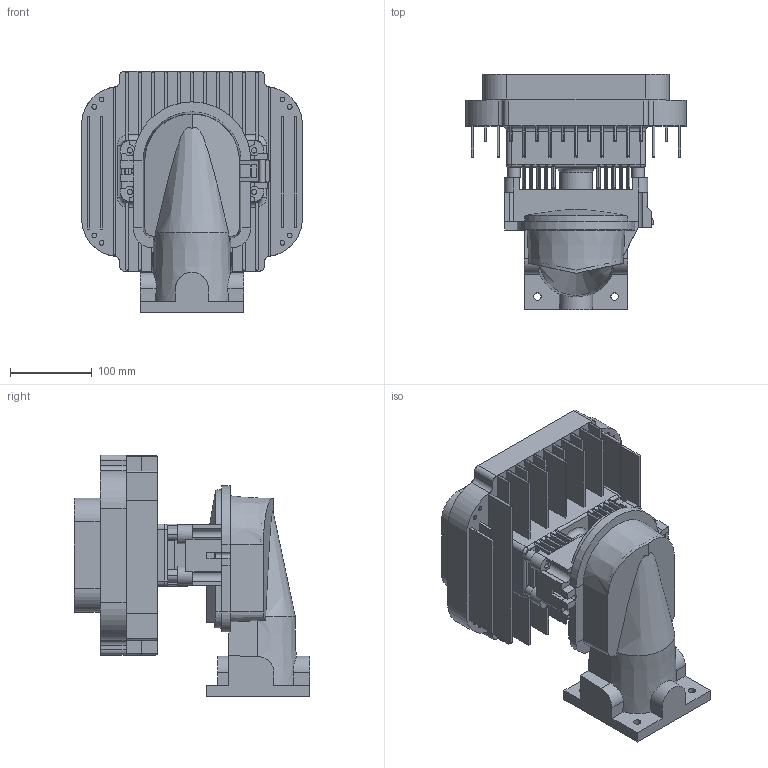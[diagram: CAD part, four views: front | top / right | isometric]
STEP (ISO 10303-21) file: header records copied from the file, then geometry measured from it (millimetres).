
FILE_DESCRIPTION((''),'2;1');
FILE_NAME('AREA_LIGHT_POLY_W01_ASM','2017-07-28T',('mirabem'),(''),'PRO/ENGINEER BY PARAMETRIC TECHNOLOGY CORPORATION, 2014000','PRO/ENGINEER BY PARAMETRIC TECHNOLOGY CORPORATION, 2014000','');
FILE_SCHEMA(('CONFIG_CONTROL_DESIGN'));
Length unit declared in the file: inch
Products named in the file (4): AREALIGHT_POLY; UMA; W01_REDUCED; AREA_LIGHT_POLY_W01_ASM
Assembly tree (3 placements, depth 2):
  AREA_LIGHT_POLY_W01_ASM
    AREALIGHT_POLY
    UMA
    W01_REDUCED
Bounding box: 270.51 x 288.54 x 296.32 mm (x, y, z)
Volume: 4813249.1 mm3; surface area: 717300.1 mm2
Topology: 3 solids, 3 shells, 681 faces, 1785 edges, 1135 vertices
Faces by surface type: plane 354, cylinder 289, cone 27, torus 7, bspline 4
Entity records: 22053 total; most frequent: CARTESIAN_POINT 5233, ORIENTED_EDGE 3570, DIRECTION 3370, EDGE_CURVE 1785, VECTOR 1144, LINE 1144, VERTEX_POINT 1135, AXIS2_PLACEMENT_3D 1113
